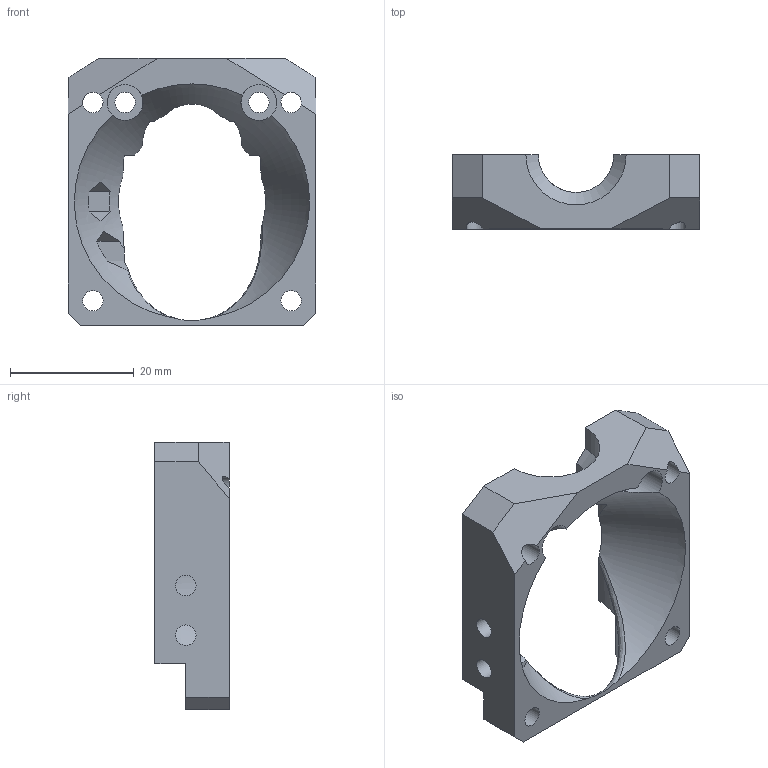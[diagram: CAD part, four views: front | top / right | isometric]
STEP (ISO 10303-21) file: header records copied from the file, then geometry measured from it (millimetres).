
FILE_DESCRIPTION(/* description */ ('STEP AP242','CAx-IF Rec.Pracs.---Representation and Presentation of Product Manufacturing Information (PMI)---4.0---2014-10-13','CAx-IF Rec.Pracs.---3D Tessellated Geometry---0.4---2014-09-14','2;1'),/* implementation_level */ '2;1');
FILE_NAME(/* name */ '6368526aa57b0c322c011a01',/* time_stamp */ '2022-11-07T00:33:47+00:00',/* author */ (''),/* organization */ (''),/* preprocessor_version */ 'ST-DEVELOPER v18.102',/* originating_system */ ' ',/* authorisation */ ' ');
FILE_SCHEMA (('AP242_MANAGED_MODEL_BASED_3D_ENGINEERING_MIM_LF { 1 0 10303 442 1 1 4 }'));
Length unit declared in the file: metre
Products named in the file (1): Face
Bounding box: 40 x 12 x 43.1 mm (x, y, z)
Volume: 6923.6 mm3; surface area: 5173.7 mm2
Topology: 1 solids, 1 shells, 88 faces, 268 edges, 180 vertices
Faces by surface type: plane 61, cylinder 22, cone 3, bspline 1, torus 1
Full cylindrical faces by diameter (mm): 3.3 x8, 5.8 x2
Entity records: 3273 total; most frequent: CARTESIAN_POINT 902, ORIENTED_EDGE 500, DIRECTION 453, EDGE_CURVE 250, VERTEX_POINT 172, LINE 163, VECTOR 163, AXIS2_PLACEMENT_3D 145
